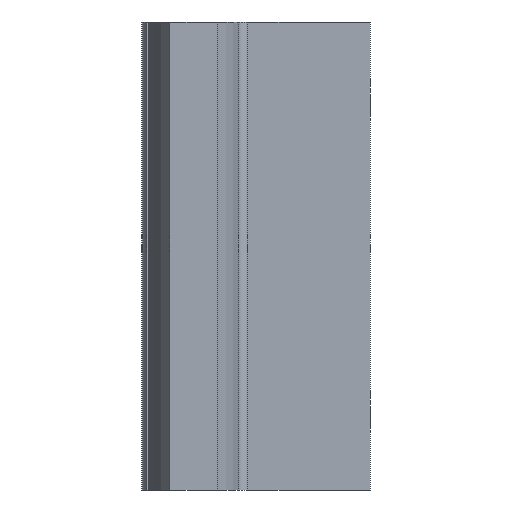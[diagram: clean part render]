
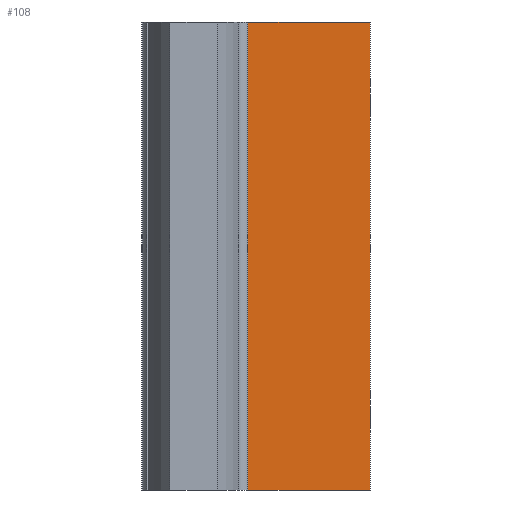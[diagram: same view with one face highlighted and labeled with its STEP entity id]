
A CAD part, left-side view. The second image highlights one B-rep face of the part: STEP entity #108.
In plain terms, the highlighted planar face has unit normal (-1, 0, 0).
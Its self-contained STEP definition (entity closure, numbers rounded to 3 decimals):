
#108 = ADVANCED_FACE( '', ( #224 ), #225, .F. );
#224 = FACE_OUTER_BOUND( '', #341, .T. );
#225 = PLANE( '', #342 );
#341 = EDGE_LOOP( '', ( #587, #588, #589, #590 ) );
#342 = AXIS2_PLACEMENT_3D( '', #591, #592, #593 );
#587 = ORIENTED_EDGE( '', *, *, #762, .T. );
#588 = ORIENTED_EDGE( '', *, *, #687, .F. );
#589 = ORIENTED_EDGE( '', *, *, #778, .F. );
#590 = ORIENTED_EDGE( '', *, *, #779, .T. );
#591 = CARTESIAN_POINT( '', ( -4., 11.782, 22.5 ) );
#592 = DIRECTION( '', ( 1., 0., 0. ) );
#593 = DIRECTION( '', ( 0., 0., -1. ) );
#687 = EDGE_CURVE( '', #815, #810, #817, .T. );
#762 = EDGE_CURVE( '', #932, #810, #933, .T. );
#778 = EDGE_CURVE( '', #952, #815, #953, .T. );
#779 = EDGE_CURVE( '', #952, #932, #954, .T. );
#810 = VERTEX_POINT( '', #990 );
#815 = VERTEX_POINT( '', #997 );
#817 = LINE( '', #1000, #1001 );
#932 = VERTEX_POINT( '', #1157 );
#933 = LINE( '', #1158, #1159 );
#952 = VERTEX_POINT( '', #1182 );
#953 = LINE( '', #1183, #1184 );
#954 = LINE( '', #1185, #1186 );
#990 = CARTESIAN_POINT( '', ( -4., 0., -22.5 ) );
#997 = CARTESIAN_POINT( '', ( -4., 0., 22.5 ) );
#1000 = CARTESIAN_POINT( '', ( -4., 0., 22.5 ) );
#1001 = VECTOR( '', #1221, 1000. );
#1157 = CARTESIAN_POINT( '', ( -4., 11.782, -22.5 ) );
#1158 = CARTESIAN_POINT( '', ( -4., 11.782, -22.5 ) );
#1159 = VECTOR( '', #1308, 1000. );
#1182 = CARTESIAN_POINT( '', ( -4., 11.782, 22.5 ) );
#1183 = CARTESIAN_POINT( '', ( -4., 11.782, 22.5 ) );
#1184 = VECTOR( '', #1325, 1000. );
#1185 = CARTESIAN_POINT( '', ( -4., 11.782, 22.5 ) );
#1186 = VECTOR( '', #1326, 1000. );
#1221 = DIRECTION( '', ( 0., 0., -1. ) );
#1308 = DIRECTION( '', ( 0., -1., 0. ) );
#1325 = DIRECTION( '', ( 0., -1., 0. ) );
#1326 = DIRECTION( '', ( 0., 0., -1. ) );
